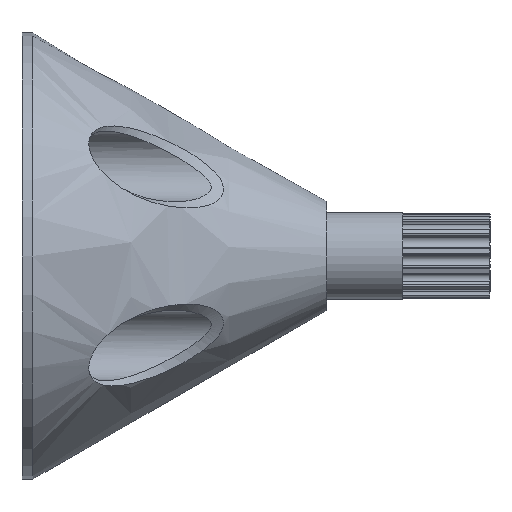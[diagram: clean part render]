
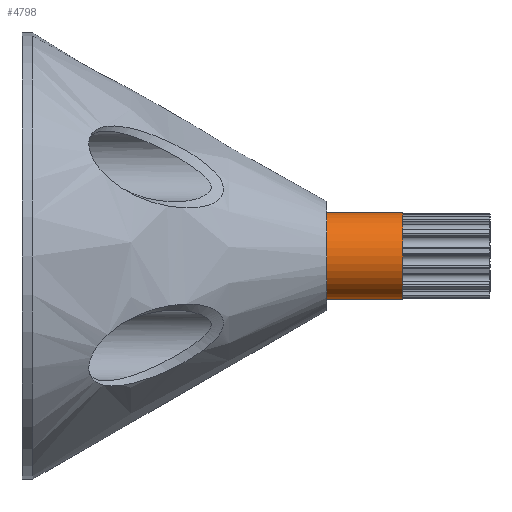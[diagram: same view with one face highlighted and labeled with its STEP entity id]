
A CAD part, front view. The second image highlights one B-rep face of the part: STEP entity #4798.
In plain terms, the highlighted cylindrical face has radius 4 mm (diameter 8 mm), a full revolution.
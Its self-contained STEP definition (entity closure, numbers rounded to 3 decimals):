
#651 = PLANE('',#652);
#652 = AXIS2_PLACEMENT_3D('',#653,#654,#655);
#653 = CARTESIAN_POINT('',(32.,0.,0.));
#654 = DIRECTION('',(1.,0.,0.));
#655 = DIRECTION('',(0.,0.,-1.));
#3326 = EDGE_CURVE('',#3327,#3327,#3329,.T.);
#3327 = VERTEX_POINT('',#3328);
#3328 = CARTESIAN_POINT('',(32.,0.,-4.));
#3329 = SURFACE_CURVE('',#3330,(#3335,#3342),.PCURVE_S1.);
#3330 = CIRCLE('',#3331,4.);
#3331 = AXIS2_PLACEMENT_3D('',#3332,#3333,#3334);
#3332 = CARTESIAN_POINT('',(32.,0.,0.));
#3333 = DIRECTION('',(1.,-0.,0.));
#3334 = DIRECTION('',(0.,0.,-1.));
#3335 = PCURVE('',#651,#3336);
#3336 = DEFINITIONAL_REPRESENTATION('',(#3337),#3341);
#3337 = CIRCLE('',#3338,4.);
#3338 = AXIS2_PLACEMENT_2D('',#3339,#3340);
#3339 = CARTESIAN_POINT('',(0.,0.));
#3340 = DIRECTION('',(1.,0.));
#3341 = ( GEOMETRIC_REPRESENTATION_CONTEXT(2) 
PARAMETRIC_REPRESENTATION_CONTEXT() REPRESENTATION_CONTEXT('2D SPACE',''
  ) );
#3342 = PCURVE('',#3343,#3348);
#3343 = CYLINDRICAL_SURFACE('',#3344,4.);
#3344 = AXIS2_PLACEMENT_3D('',#3345,#3346,#3347);
#3345 = CARTESIAN_POINT('',(32.,0.,0.));
#3346 = DIRECTION('',(1.,0.,0.));
#3347 = DIRECTION('',(0.,0.,-1.));
#3348 = DEFINITIONAL_REPRESENTATION('',(#3349),#3353);
#3349 = LINE('',#3350,#3351);
#3350 = CARTESIAN_POINT('',(0.,0.));
#3351 = VECTOR('',#3352,1.);
#3352 = DIRECTION('',(1.,0.));
#3353 = ( GEOMETRIC_REPRESENTATION_CONTEXT(2) 
PARAMETRIC_REPRESENTATION_CONTEXT() REPRESENTATION_CONTEXT('2D SPACE',''
  ) );
#4798 = ADVANCED_FACE('',(#4799),#3343,.T.);
#4799 = FACE_BOUND('',#4800,.T.);
#4800 = EDGE_LOOP('',(#4801,#4830,#4851,#4852));
#4801 = ORIENTED_EDGE('',*,*,#4802,.F.);
#4802 = EDGE_CURVE('',#4803,#4803,#4805,.T.);
#4803 = VERTEX_POINT('',#4804);
#4804 = CARTESIAN_POINT('',(39.,0.,-4.));
#4805 = SURFACE_CURVE('',#4806,(#4811,#4818),.PCURVE_S1.);
#4806 = CIRCLE('',#4807,4.);
#4807 = AXIS2_PLACEMENT_3D('',#4808,#4809,#4810);
#4808 = CARTESIAN_POINT('',(39.,0.,0.));
#4809 = DIRECTION('',(1.,-0.,0.));
#4810 = DIRECTION('',(0.,0.,-1.));
#4811 = PCURVE('',#3343,#4812);
#4812 = DEFINITIONAL_REPRESENTATION('',(#4813),#4817);
#4813 = LINE('',#4814,#4815);
#4814 = CARTESIAN_POINT('',(0.,7.));
#4815 = VECTOR('',#4816,1.);
#4816 = DIRECTION('',(1.,0.));
#4817 = ( GEOMETRIC_REPRESENTATION_CONTEXT(2) 
PARAMETRIC_REPRESENTATION_CONTEXT() REPRESENTATION_CONTEXT('2D SPACE',''
  ) );
#4818 = PCURVE('',#4819,#4824);
#4819 = PLANE('',#4820);
#4820 = AXIS2_PLACEMENT_3D('',#4821,#4822,#4823);
#4821 = CARTESIAN_POINT('',(39.,0.,0.));
#4822 = DIRECTION('',(1.,0.,0.));
#4823 = DIRECTION('',(0.,0.,-1.));
#4824 = DEFINITIONAL_REPRESENTATION('',(#4825),#4829);
#4825 = CIRCLE('',#4826,4.);
#4826 = AXIS2_PLACEMENT_2D('',#4827,#4828);
#4827 = CARTESIAN_POINT('',(0.,0.));
#4828 = DIRECTION('',(1.,0.));
#4829 = ( GEOMETRIC_REPRESENTATION_CONTEXT(2) 
PARAMETRIC_REPRESENTATION_CONTEXT() REPRESENTATION_CONTEXT('2D SPACE',''
  ) );
#4830 = ORIENTED_EDGE('',*,*,#4831,.F.);
#4831 = EDGE_CURVE('',#3327,#4803,#4832,.T.);
#4832 = SEAM_CURVE('',#4833,(#4837,#4844),.PCURVE_S1.);
#4833 = LINE('',#4834,#4835);
#4834 = CARTESIAN_POINT('',(32.,0.,-4.));
#4835 = VECTOR('',#4836,1.);
#4836 = DIRECTION('',(1.,0.,0.));
#4837 = PCURVE('',#3343,#4838);
#4838 = DEFINITIONAL_REPRESENTATION('',(#4839),#4843);
#4839 = LINE('',#4840,#4841);
#4840 = CARTESIAN_POINT('',(6.283,-0.));
#4841 = VECTOR('',#4842,1.);
#4842 = DIRECTION('',(0.,1.));
#4843 = ( GEOMETRIC_REPRESENTATION_CONTEXT(2) 
PARAMETRIC_REPRESENTATION_CONTEXT() REPRESENTATION_CONTEXT('2D SPACE',''
  ) );
#4844 = PCURVE('',#3343,#4845);
#4845 = DEFINITIONAL_REPRESENTATION('',(#4846),#4850);
#4846 = LINE('',#4847,#4848);
#4847 = CARTESIAN_POINT('',(0.,-0.));
#4848 = VECTOR('',#4849,1.);
#4849 = DIRECTION('',(0.,1.));
#4850 = ( GEOMETRIC_REPRESENTATION_CONTEXT(2) 
PARAMETRIC_REPRESENTATION_CONTEXT() REPRESENTATION_CONTEXT('2D SPACE',''
  ) );
#4851 = ORIENTED_EDGE('',*,*,#3326,.T.);
#4852 = ORIENTED_EDGE('',*,*,#4831,.T.);
